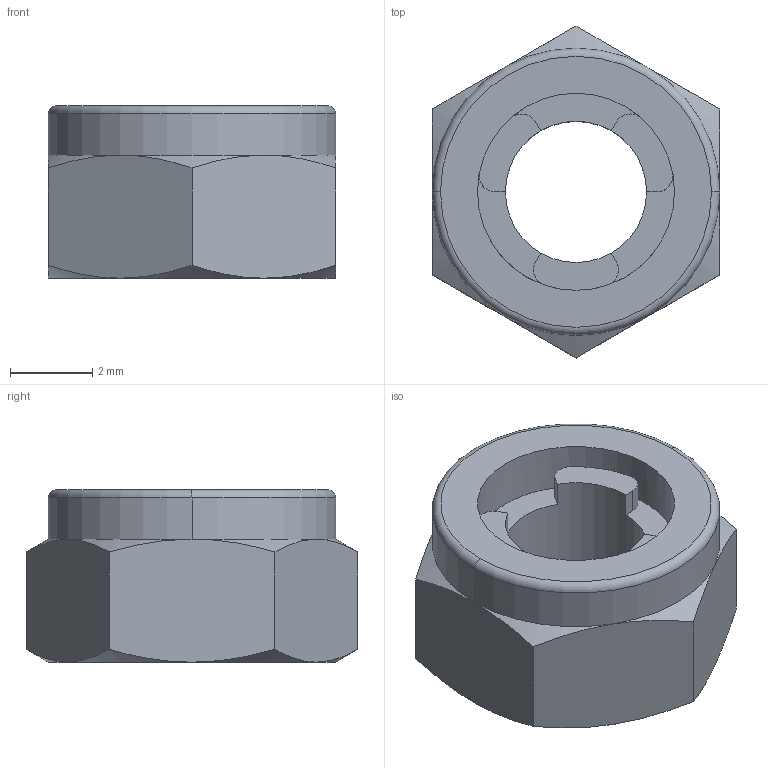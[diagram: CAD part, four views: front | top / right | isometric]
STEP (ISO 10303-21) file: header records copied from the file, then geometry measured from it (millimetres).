
FILE_DESCRIPTION (( 'STEP AP214' ), '1' );
FILE_NAME ('1746900625843.step', '2025-05-10T18:00:07', ( 'EC2' ), ( 'Amazon.com' ), 'FaSTEP 2.0', 'Forface 3D 2020', '' );
FILE_SCHEMA (( 'AUTOMOTIVE_DESIGN' ));
Length unit declared in the file: millimetre
Products named in the file (1): 1746900625843
Bounding box: 7 x 8.08 x 4.2 mm (x, y, z)
Volume: 125.2 mm3; surface area: 212.7 mm2
Topology: 1 solids, 1 shells, 51 faces, 127 edges, 78 vertices
Faces by surface type: plane 20, cylinder 15, cone 14, torus 2
Entity records: 1633 total; most frequent: CARTESIAN_POINT 361, DIRECTION 263, ORIENTED_EDGE 254, EDGE_CURVE 127, AXIS2_PLACEMENT_3D 108, VERTEX_POINT 78, CIRCLE 56, EDGE_LOOP 53
